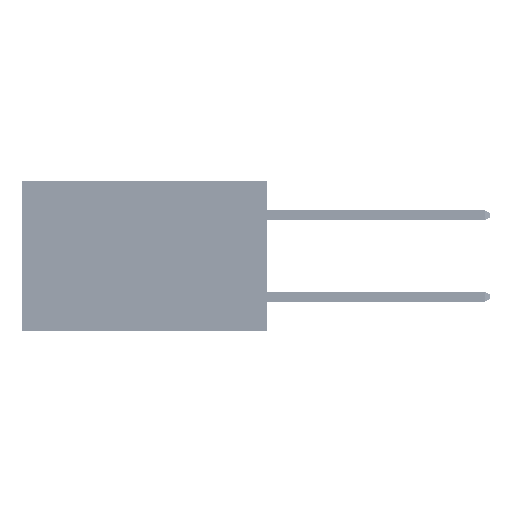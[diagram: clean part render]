
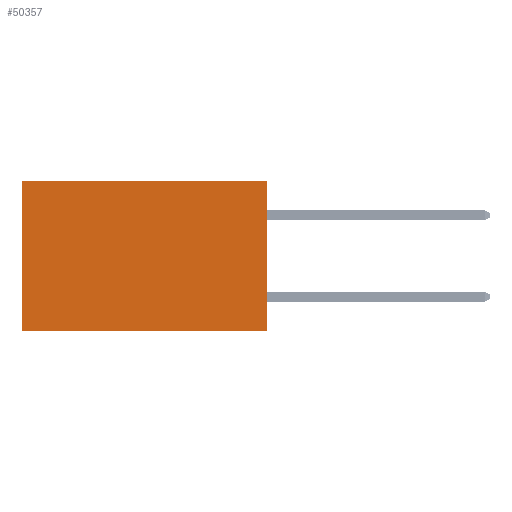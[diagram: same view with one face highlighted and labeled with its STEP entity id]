
A CAD part, left-side view. The second image highlights one B-rep face of the part: STEP entity #50357.
In plain terms, the highlighted planar face has unit normal (-1, 0, 0).
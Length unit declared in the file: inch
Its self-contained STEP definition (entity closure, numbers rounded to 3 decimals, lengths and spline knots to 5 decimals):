
#1425 = CARTESIAN_POINT ( 'NONE',  ( 0.2875, 0., -0.37 ) ) ;
#4658 = EDGE_CURVE ( 'NONE', #36651, #38910, #30522, .T. ) ;
#5140 = ORIENTED_EDGE ( 'NONE', *, *, #4658, .F. ) ;
#9202 = AXIS2_PLACEMENT_3D ( 'NONE', #30393, #14207, #10186 ) ;
#9348 = ORIENTED_EDGE ( 'NONE', *, *, #47488, .T. ) ;
#10186 = DIRECTION ( 'NONE',  ( 0., 0., -1. ) ) ;
#10283 = VECTOR ( 'NONE', #11777, 39.37008 ) ;
#11777 = DIRECTION ( 'NONE',  ( 0., 0., -1. ) ) ;
#13798 = DIRECTION ( 'NONE',  ( 0., 0., -1. ) ) ;
#14207 = DIRECTION ( 'NONE',  ( 1., 0., 0. ) ) ;
#14541 = PLANE ( 'NONE',  #9202 ) ;
#15888 = FACE_OUTER_BOUND ( 'NONE', #28039, .T. ) ;
#18651 = CARTESIAN_POINT ( 'NONE',  ( 0.2875, 0., 0. ) ) ;
#21877 = DIRECTION ( 'NONE',  ( 0., 1., 0. ) ) ;
#25755 = VERTEX_POINT ( 'NONE', #28244 ) ;
#27163 = EDGE_CURVE ( 'NONE', #36010, #25755, #36729, .T. ) ;
#28039 = EDGE_LOOP ( 'NONE', ( #48338, #37542, #5140, #9348 ) ) ;
#28224 = VECTOR ( 'NONE', #21877, 39.37008 ) ;
#28244 = CARTESIAN_POINT ( 'NONE',  ( 0.2875, 0.6, -0.37 ) ) ;
#28254 = CARTESIAN_POINT ( 'NONE',  ( 0.2875, 0.6, 0. ) ) ;
#30105 = EDGE_CURVE ( 'NONE', #38910, #25755, #43399, .T. ) ;
#30393 = CARTESIAN_POINT ( 'NONE',  ( 0.2875, 0., 0. ) ) ;
#30522 = LINE ( 'NONE', #37929, #33685 ) ;
#31080 = CARTESIAN_POINT ( 'NONE',  ( 0.2875, 0., -0.37 ) ) ;
#31450 = LINE ( 'NONE', #35184, #47243 ) ;
#33434 = CARTESIAN_POINT ( 'NONE',  ( 0.2875, 0.6, 0. ) ) ;
#33685 = VECTOR ( 'NONE', #13798, 39.37008 ) ;
#35184 = CARTESIAN_POINT ( 'NONE',  ( 0.2875, 0., 0. ) ) ;
#36010 = VERTEX_POINT ( 'NONE', #33434 ) ;
#36651 = VERTEX_POINT ( 'NONE', #18651 ) ;
#36729 = LINE ( 'NONE', #28254, #10283 ) ;
#37542 = ORIENTED_EDGE ( 'NONE', *, *, #30105, .F. ) ;
#37929 = CARTESIAN_POINT ( 'NONE',  ( 0.2875, 0., 0. ) ) ;
#38910 = VERTEX_POINT ( 'NONE', #31080 ) ;
#43399 = LINE ( 'NONE', #1425, #28224 ) ;
#47243 = VECTOR ( 'NONE', #51720, 39.37008 ) ;
#47488 = EDGE_CURVE ( 'NONE', #36651, #36010, #31450, .T. ) ;
#48338 = ORIENTED_EDGE ( 'NONE', *, *, #27163, .T. ) ;
#50357 = ADVANCED_FACE ( 'NONE', ( #15888 ), #14541, .F. ) ;
#51720 = DIRECTION ( 'NONE',  ( 0., 1., 0. ) ) ;
